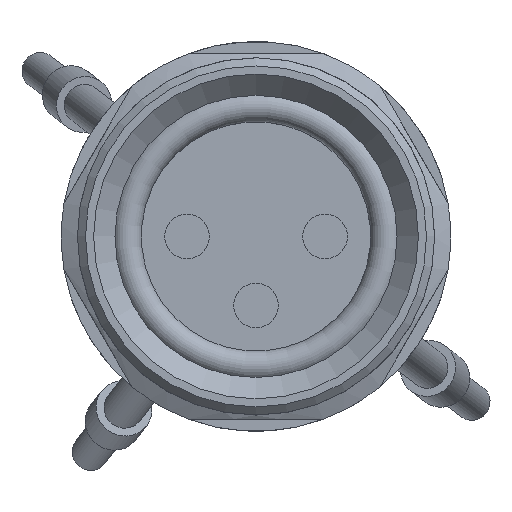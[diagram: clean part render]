
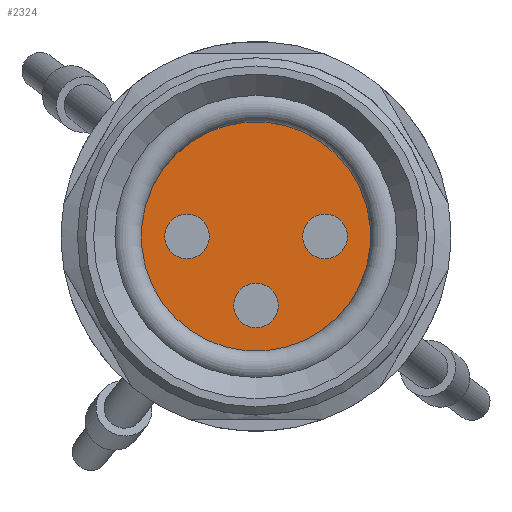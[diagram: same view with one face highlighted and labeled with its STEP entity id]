
A CAD part, front view. The second image highlights one B-rep face of the part: STEP entity #2324.
In plain terms, the highlighted planar face has unit normal (0, -1, 0).
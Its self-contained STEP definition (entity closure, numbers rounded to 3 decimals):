
#477=PLANE($,#2574);
#551=FACE_BOUND($,#903,.T.);
#552=FACE_BOUND($,#904,.T.);
#553=FACE_BOUND($,#905,.T.);
#695=FACE_OUTER_BOUND($,#902,.T.);
#902=EDGE_LOOP($,(#2025));
#903=EDGE_LOOP($,(#2026));
#904=EDGE_LOOP($,(#2027));
#905=EDGE_LOOP($,(#2028));
#967=CIRCLE($,#2365,0.55);
#969=CIRCLE($,#2369,0.55);
#971=CIRCLE($,#2373,0.55);
#1062=CIRCLE($,#2575,2.825);
#1098=VERTEX_POINT($,#3316);
#1100=VERTEX_POINT($,#3322);
#1102=VERTEX_POINT($,#3328);
#1264=VERTEX_POINT($,#4513);
#1308=EDGE_CURVE($,#1098,#1098,#967,.T.);
#1310=EDGE_CURVE($,#1100,#1100,#969,.T.);
#1312=EDGE_CURVE($,#1102,#1102,#971,.T.);
#1531=EDGE_CURVE($,#1264,#1264,#1062,.T.);
#2025=ORIENTED_EDGE($,*,*,#1531,.T.);
#2026=ORIENTED_EDGE($,*,*,#1308,.T.);
#2027=ORIENTED_EDGE($,*,*,#1310,.T.);
#2028=ORIENTED_EDGE($,*,*,#1312,.T.);
#2324=ADVANCED_FACE($,(#695,#551,#552,#553),#477,.F.);
#2365=AXIS2_PLACEMENT_3D($,#3317,#2651,#2652);
#2369=AXIS2_PLACEMENT_3D($,#3323,#2659,#2660);
#2373=AXIS2_PLACEMENT_3D($,#3329,#2667,#2668);
#2574=AXIS2_PLACEMENT_3D($,#4512,#3153,#3154);
#2575=AXIS2_PLACEMENT_3D($,#4514,#3155,#3156);
#2651=DIRECTION('center_axis',(0.,1.,0.));
#2652=DIRECTION('ref_axis',(1.,0.,0.));
#2659=DIRECTION('center_axis',(0.,1.,0.));
#2660=DIRECTION('ref_axis',(1.,0.,0.));
#2667=DIRECTION('center_axis',(0.,1.,0.));
#2668=DIRECTION('ref_axis',(1.,0.,0.));
#3153=DIRECTION('center_axis',(0.,1.,0.));
#3154=DIRECTION('ref_axis',(0.,0.,1.));
#3155=DIRECTION('center_axis',(0.,-1.,0.));
#3156=DIRECTION('ref_axis',(-0.259,0.,-0.966));
#3316=CARTESIAN_POINT('',(50.55,50.,-1.7));
#3317=CARTESIAN_POINT('Origin',(50.,50.,-1.7));
#3322=CARTESIAN_POINT('',(48.85,50.,0.));
#3323=CARTESIAN_POINT('Origin',(48.3,50.,0.));
#3328=CARTESIAN_POINT('',(52.25,50.,0.));
#3329=CARTESIAN_POINT('Origin',(51.7,50.,0.));
#4512=CARTESIAN_POINT('Origin',(52.729,50.,-0.731));
#4513=CARTESIAN_POINT('',(49.269,50.,-2.729));
#4514=CARTESIAN_POINT('Origin',(50.,50.,0.));
